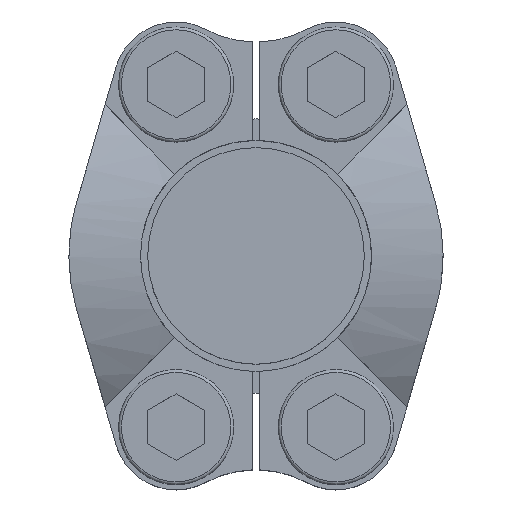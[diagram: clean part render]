
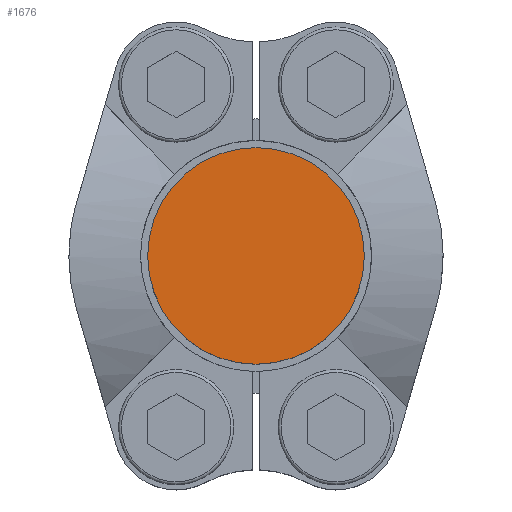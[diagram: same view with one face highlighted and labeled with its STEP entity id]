
A CAD part, top view. The second image highlights one B-rep face of the part: STEP entity #1676.
In plain terms, the highlighted planar face has unit normal (0, 0, 1).
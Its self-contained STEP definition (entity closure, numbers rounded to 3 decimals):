
#59=PLANE('',#1858);
#555=ORIENTED_EDGE('',*,*,#925,.F.);
#925=EDGE_CURVE('',#1118,#1118,#1249,.T.);
#1118=VERTEX_POINT('',#2745);
#1249=CIRCLE('',#1859,15.05);
#1334=EDGE_LOOP('',(#555));
#1496=FACE_BOUND('',#1334,.T.);
#1676=ADVANCED_FACE('',(#1496),#59,.F.);
#1858=AXIS2_PLACEMENT_3D('',#2743,#2198,#2199);
#1859=AXIS2_PLACEMENT_3D('',#2744,#2200,#2201);
#2198=DIRECTION('',(0.,0.,-1.));
#2199=DIRECTION('',(-1.,0.,0.));
#2200=DIRECTION('',(0.,0.,-1.));
#2201=DIRECTION('',(-1.,0.,0.));
#2743=CARTESIAN_POINT('',(0.,0.,14.));
#2744=CARTESIAN_POINT('',(0.,0.,14.));
#2745=CARTESIAN_POINT('',(-15.05,0.,14.));
